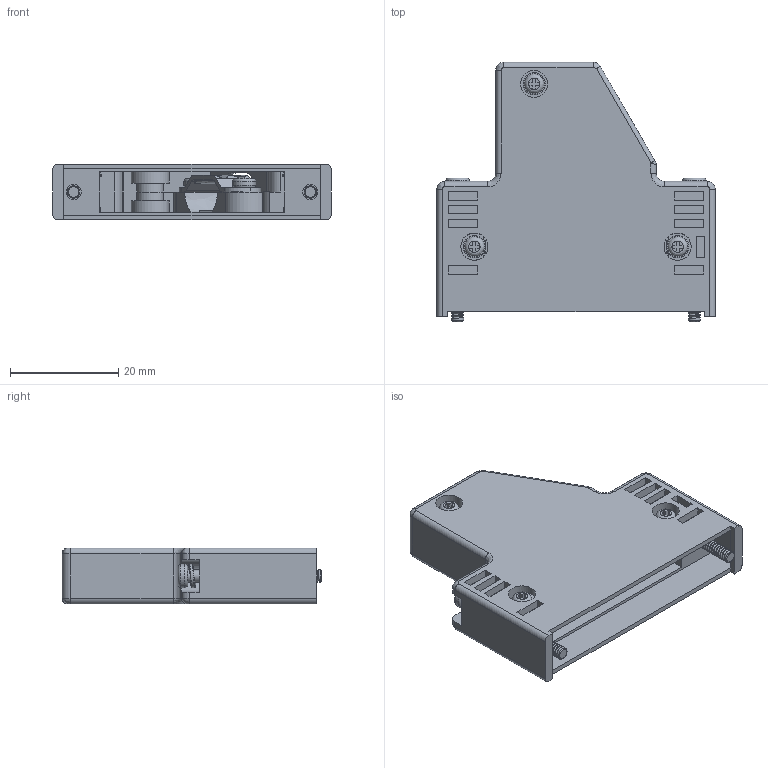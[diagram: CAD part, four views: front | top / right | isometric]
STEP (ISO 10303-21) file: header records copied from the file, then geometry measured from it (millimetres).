
FILE_DESCRIPTION( ('This file contains a STEP AP42 implementation' ,'as created by ZW3D STEP Interface translator.') ,'2;1' );
FILE_NAME( '6342-24FH00JBW01.stp' ,'231019.111756', (''), ('ZWCAD Software Co.'), 'Version 1.0', 'ZW3D to STEP translator', '' );
FILE_SCHEMA(('AUTOMOTIVE_DESIGN { 1 0 10303 214 1 1 1 1 }'));
Length unit declared in the file: millimetre
Products named in the file (2): 0; 6342-24FHSXJBWA01W
Bounding box: 51.41 x 47.9 x 10.3 mm (x, y, z)
Volume: 372.7 mm3; surface area: 11974 mm2
Topology: 30 solids, 31 shells, 937 faces, 2435 edges, 1563 vertices
Faces by surface type: plane 444, cylinder 281, bspline 192, cone 20
Full cylindrical faces by diameter (mm): 1.2 x4, 1.6 x4, 1.8 x2, 1.9 x48, 2.1 x4, 2.15 x7, 2.24 x52, 2.25 x2, 2.6 x4, 2.8 x4, 3 x2, 3.6 x3, 4.1 x3, 4.3 x2, 4.35 x2, 4.8 x2, 5 x3
Entity records: 44522 total; most frequent: CARTESIAN_POINT 23172, ORIENTED_EDGE 4774, DIRECTION 3476, EDGE_CURVE 2419, VERTEX_POINT 1563, VECTOR 1302, LINE 1302, AXIS2_PLACEMENT_3D 1087
